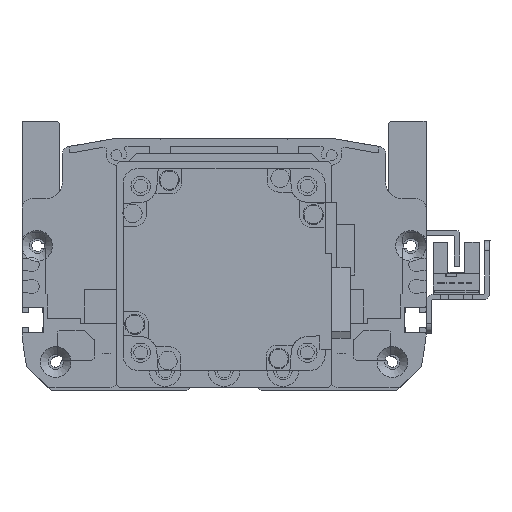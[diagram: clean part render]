
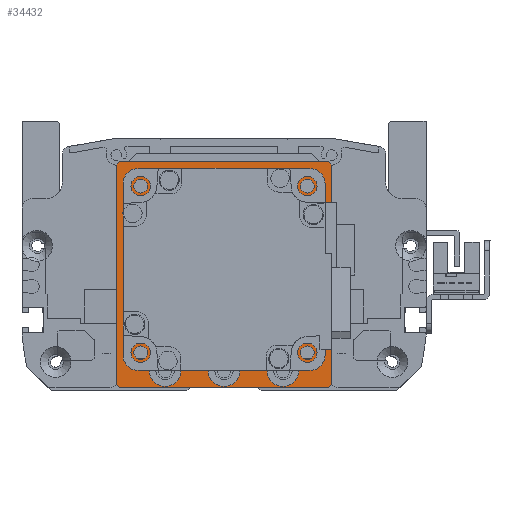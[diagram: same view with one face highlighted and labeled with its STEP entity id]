
A CAD part, front view. The second image highlights one B-rep face of the part: STEP entity #34432.
In plain terms, the highlighted face is planar.
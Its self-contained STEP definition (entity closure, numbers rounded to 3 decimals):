
#2479=FACE_BOUND('',#8163,.T.);
#2480=FACE_BOUND('',#8164,.T.);
#2481=FACE_BOUND('',#8165,.T.);
#2482=FACE_BOUND('',#8166,.T.);
#2483=FACE_BOUND('',#8167,.T.);
#2484=FACE_BOUND('',#8168,.T.);
#2485=FACE_BOUND('',#8169,.T.);
#2486=FACE_BOUND('',#8170,.T.);
#4133=CIRCLE('',#38328,25.);
#4134=CIRCLE('',#38329,2.067);
#4135=CIRCLE('',#38330,2.067);
#4136=CIRCLE('',#38331,2.067);
#4137=CIRCLE('',#38332,2.067);
#4138=CIRCLE('',#38333,4.75);
#4139=CIRCLE('',#38334,4.75);
#4140=CIRCLE('',#38335,4.75);
#5927=FACE_OUTER_BOUND('',#8162,.T.);
#8162=EDGE_LOOP('',(#30310,#30311,#30312,#30313,#30314,#30315,#30316,#30317));
#8163=EDGE_LOOP('',(#30318));
#8164=EDGE_LOOP('',(#30319));
#8165=EDGE_LOOP('',(#30320));
#8166=EDGE_LOOP('',(#30321));
#8167=EDGE_LOOP('',(#30322));
#8168=EDGE_LOOP('',(#30323));
#8169=EDGE_LOOP('',(#30324));
#8170=EDGE_LOOP('',(#30325));
#10728=LINE('',#60864,#13446);
#10730=LINE('',#60868,#13448);
#10733=LINE('',#60874,#13451);
#10734=LINE('',#60876,#13452);
#10735=LINE('',#60878,#13453);
#10736=LINE('',#60880,#13454);
#10737=LINE('',#60882,#13455);
#10738=LINE('',#60883,#13456);
#13446=VECTOR('',#47378,10.);
#13448=VECTOR('',#47382,10.);
#13451=VECTOR('',#47387,10.);
#13452=VECTOR('',#47388,10.);
#13453=VECTOR('',#47389,10.);
#13454=VECTOR('',#47390,10.);
#13455=VECTOR('',#47391,10.);
#13456=VECTOR('',#47392,10.);
#16727=VERTEX_POINT('',#60861);
#16728=VERTEX_POINT('',#60863);
#16729=VERTEX_POINT('',#60867);
#16731=VERTEX_POINT('',#60873);
#16732=VERTEX_POINT('',#60875);
#16733=VERTEX_POINT('',#60877);
#16734=VERTEX_POINT('',#60879);
#16735=VERTEX_POINT('',#60881);
#16736=VERTEX_POINT('',#60884);
#16737=VERTEX_POINT('',#60886);
#16738=VERTEX_POINT('',#60888);
#16739=VERTEX_POINT('',#60890);
#16740=VERTEX_POINT('',#60892);
#16741=VERTEX_POINT('',#60894);
#16742=VERTEX_POINT('',#60896);
#16743=VERTEX_POINT('',#60898);
#21352=EDGE_CURVE('',#16727,#16728,#10728,.T.);
#21354=EDGE_CURVE('',#16729,#16728,#10730,.T.);
#21357=EDGE_CURVE('',#16727,#16731,#10733,.T.);
#21358=EDGE_CURVE('',#16732,#16731,#10734,.T.);
#21359=EDGE_CURVE('',#16732,#16733,#10735,.T.);
#21360=EDGE_CURVE('',#16734,#16733,#10736,.T.);
#21361=EDGE_CURVE('',#16734,#16735,#10737,.T.);
#21362=EDGE_CURVE('',#16729,#16735,#10738,.T.);
#21363=EDGE_CURVE('',#16736,#16736,#4133,.T.);
#21364=EDGE_CURVE('',#16737,#16737,#4134,.T.);
#21365=EDGE_CURVE('',#16738,#16738,#4135,.T.);
#21366=EDGE_CURVE('',#16739,#16739,#4136,.T.);
#21367=EDGE_CURVE('',#16740,#16740,#4137,.T.);
#21368=EDGE_CURVE('',#16741,#16741,#4138,.T.);
#21369=EDGE_CURVE('',#16742,#16742,#4139,.T.);
#21370=EDGE_CURVE('',#16743,#16743,#4140,.T.);
#30310=ORIENTED_EDGE('',*,*,#21352,.F.);
#30311=ORIENTED_EDGE('',*,*,#21357,.T.);
#30312=ORIENTED_EDGE('',*,*,#21358,.F.);
#30313=ORIENTED_EDGE('',*,*,#21359,.T.);
#30314=ORIENTED_EDGE('',*,*,#21360,.F.);
#30315=ORIENTED_EDGE('',*,*,#21361,.T.);
#30316=ORIENTED_EDGE('',*,*,#21362,.F.);
#30317=ORIENTED_EDGE('',*,*,#21354,.T.);
#30318=ORIENTED_EDGE('',*,*,#21363,.T.);
#30319=ORIENTED_EDGE('',*,*,#21364,.T.);
#30320=ORIENTED_EDGE('',*,*,#21365,.T.);
#30321=ORIENTED_EDGE('',*,*,#21366,.T.);
#30322=ORIENTED_EDGE('',*,*,#21367,.T.);
#30323=ORIENTED_EDGE('',*,*,#21368,.T.);
#30324=ORIENTED_EDGE('',*,*,#21369,.T.);
#30325=ORIENTED_EDGE('',*,*,#21370,.T.);
#32738=PLANE('',#38327);
#34432=ADVANCED_FACE('',(#5927,#2479,#2480,#2481,#2482,#2483,#2484,#2485,
#2486),#32738,.T.);
#38327=AXIS2_PLACEMENT_3D('',#60872,#47385,#47386);
#38328=AXIS2_PLACEMENT_3D('',#60885,#47393,#47394);
#38329=AXIS2_PLACEMENT_3D('',#60887,#47395,#47396);
#38330=AXIS2_PLACEMENT_3D('',#60889,#47397,#47398);
#38331=AXIS2_PLACEMENT_3D('',#60891,#47399,#47400);
#38332=AXIS2_PLACEMENT_3D('',#60893,#47401,#47402);
#38333=AXIS2_PLACEMENT_3D('',#60895,#47403,#47404);
#38334=AXIS2_PLACEMENT_3D('',#60897,#47405,#47406);
#38335=AXIS2_PLACEMENT_3D('',#60899,#47407,#47408);
#47378=DIRECTION('',(0.707,0.707,0.));
#47382=DIRECTION('',(-1.,0.,0.));
#47385=DIRECTION('center_axis',(0.,0.,1.));
#47386=DIRECTION('ref_axis',(1.,0.,0.));
#47387=DIRECTION('',(0.,-1.,0.));
#47388=DIRECTION('',(-0.707,0.707,0.));
#47389=DIRECTION('',(1.,0.,0.));
#47390=DIRECTION('',(-0.707,-0.707,0.));
#47391=DIRECTION('',(0.,1.,0.));
#47392=DIRECTION('',(0.707,-0.707,0.));
#47393=DIRECTION('center_axis',(0.,0.,-1.));
#47394=DIRECTION('ref_axis',(1.,0.,0.));
#47395=DIRECTION('center_axis',(0.,0.,-1.));
#47396=DIRECTION('ref_axis',(1.,0.,0.));
#47397=DIRECTION('center_axis',(0.,0.,-1.));
#47398=DIRECTION('ref_axis',(1.,0.,0.));
#47399=DIRECTION('center_axis',(0.,0.,-1.));
#47400=DIRECTION('ref_axis',(1.,0.,0.));
#47401=DIRECTION('center_axis',(0.,0.,-1.));
#47402=DIRECTION('ref_axis',(1.,0.,0.));
#47403=DIRECTION('center_axis',(0.,0.,-1.));
#47404=DIRECTION('ref_axis',(1.,0.,0.));
#47405=DIRECTION('center_axis',(0.,0.,-1.));
#47406=DIRECTION('ref_axis',(1.,0.,0.));
#47407=DIRECTION('center_axis',(0.,0.,-1.));
#47408=DIRECTION('ref_axis',(1.,0.,0.));
#60861=CARTESIAN_POINT('',(-32.,31.,62.));
#60863=CARTESIAN_POINT('',(-31.,32.,62.));
#60864=CARTESIAN_POINT('',(-31.5,31.5,62.));
#60867=CARTESIAN_POINT('',(31.,32.,62.));
#60868=CARTESIAN_POINT('',(46.613,32.,62.));
#60872=CARTESIAN_POINT('Origin',(0.,0.,
62.));
#60873=CARTESIAN_POINT('',(-32.,-34.,62.));
#60874=CARTESIAN_POINT('',(-32.,35.,62.));
#60875=CARTESIAN_POINT('',(-31.,-35.,62.));
#60876=CARTESIAN_POINT('',(-32.25,-33.75,62.));
#60877=CARTESIAN_POINT('',(31.,-35.,62.));
#60878=CARTESIAN_POINT('',(-32.,-35.,62.));
#60879=CARTESIAN_POINT('',(32.,-34.,62.));
#60880=CARTESIAN_POINT('',(32.25,-33.75,62.));
#60881=CARTESIAN_POINT('',(32.,31.,62.));
#60882=CARTESIAN_POINT('',(32.,-35.,62.));
#60883=CARTESIAN_POINT('',(31.5,31.5,62.));
#60884=CARTESIAN_POINT('',(-25.,0.,62.));
#60885=CARTESIAN_POINT('Origin',(0.,0.,62.));
#60886=CARTESIAN_POINT('',(22.682,-24.749,62.));
#60887=CARTESIAN_POINT('Origin',(24.749,-24.749,62.));
#60888=CARTESIAN_POINT('',(22.682,24.749,62.));
#60889=CARTESIAN_POINT('Origin',(24.749,24.749,62.));
#60890=CARTESIAN_POINT('',(-26.816,24.749,62.));
#60891=CARTESIAN_POINT('Origin',(-24.749,24.749,62.));
#60892=CARTESIAN_POINT('',(-26.816,-24.749,62.));
#60893=CARTESIAN_POINT('Origin',(-24.749,-24.749,62.));
#60894=CARTESIAN_POINT('',(-4.75,-30.,62.));
#60895=CARTESIAN_POINT('Origin',(0.,-30.,62.));
#60896=CARTESIAN_POINT('',(12.75,-30.,62.));
#60897=CARTESIAN_POINT('Origin',(17.5,-30.,62.));
#60898=CARTESIAN_POINT('',(-22.25,-30.,62.));
#60899=CARTESIAN_POINT('Origin',(-17.5,-30.,62.));
